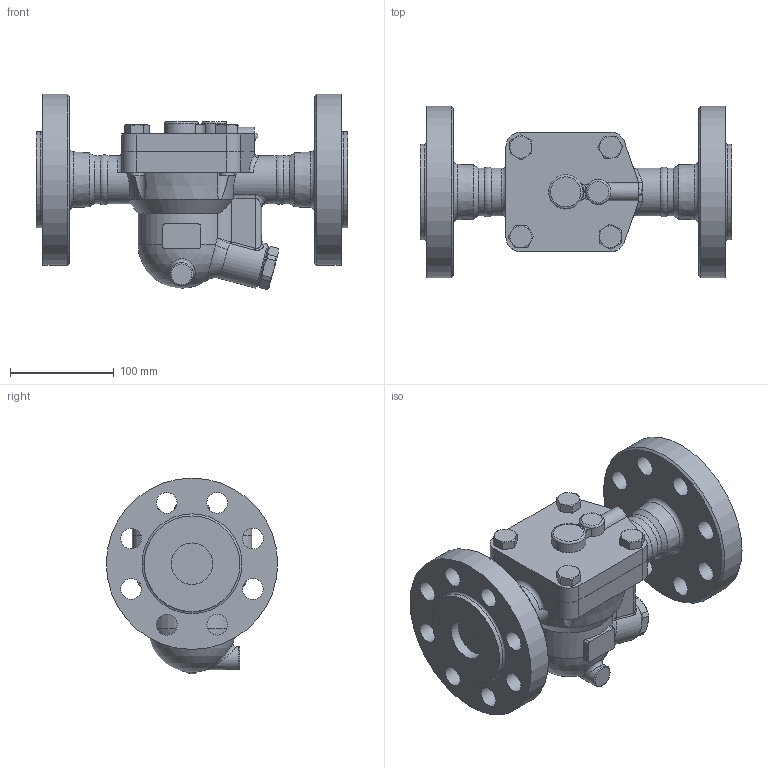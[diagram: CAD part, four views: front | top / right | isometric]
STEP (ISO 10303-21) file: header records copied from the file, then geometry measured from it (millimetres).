
FILE_DESCRIPTION(/* description */ (''),/* implementation_level */ '2;1');
FILE_NAME(/* name */ 'j5rlb-050-a0600-00.stp',/* time_stamp */ '2019-05-31T16:30:39+09:00',/* author */ ('nakaot'),/* organization */ (''),/* preprocessor_version */ 'ST-DEVELOPER v15.6',/* originating_system */ 'Autodesk Inventor 2015',/* authorisation */ '');
FILE_SCHEMA (('AUTOMOTIVE_DESIGN { 1 0 10303 214 3 1 1 }'));
Length unit declared in the file: millimetre
Products named in the file (1): j5rlb-050-a0600-00
Bounding box: 300 x 165 x 188.58 mm (x, y, z)
Volume: 2574979.7 mm3; surface area: 248126.1 mm2
Topology: 1 solids, 1 shells, 286 faces, 723 edges, 460 vertices
Faces by surface type: plane 107, cylinder 82, cone 51, bspline 29, torus 15, sphere 2
Full cylindrical faces by diameter (mm): 14 x8, 16 x4, 20 x16, 22 x1, 27 x1, 40 x1, 44 x1, 46 x4, 50 x1, 80 x1, 92.1 x2, 165 x2
Entity records: 13468 total; most frequent: CARTESIAN_POINT 7232, ORIENTED_EDGE 1262, DIRECTION 1233, EDGE_CURVE 631, AXIS2_PLACEMENT_3D 522, VERTEX_POINT 430, EDGE_LOOP 409, FACE_OUTER_BOUND 286
